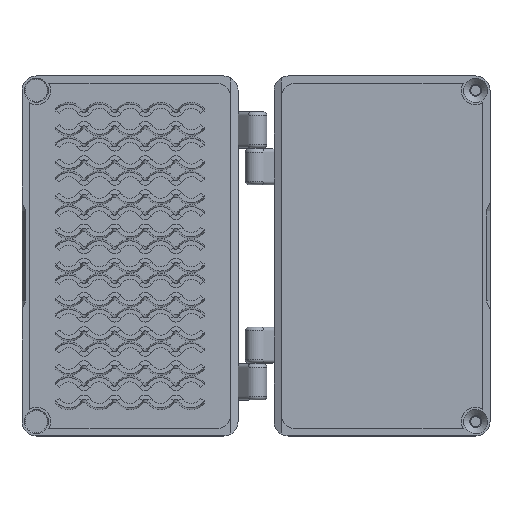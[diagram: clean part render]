
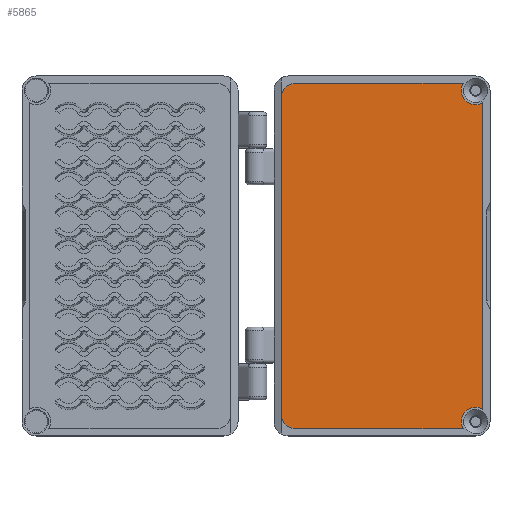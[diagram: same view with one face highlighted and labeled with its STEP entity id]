
A CAD part, top view. The second image highlights one B-rep face of the part: STEP entity #5865.
In plain terms, the highlighted planar face has unit normal (0, 0, 1).
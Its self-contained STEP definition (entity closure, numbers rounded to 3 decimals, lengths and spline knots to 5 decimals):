
#144=CIRCLE('',#6059,0.004);
#145=CIRCLE('',#6060,0.004);
#146=CIRCLE('',#6061,0.004);
#147=CIRCLE('',#6062,0.004);
#265=LINE('',#35077,#415);
#266=LINE('',#35081,#416);
#267=LINE('',#35085,#417);
#268=LINE('',#35089,#418);
#415=VECTOR('',#6466,1.);
#416=VECTOR('',#6469,1.);
#417=VECTOR('',#6472,1.);
#418=VECTOR('',#6475,1.);
#517=PLANE('',#6058);
#2100=ORIENTED_EDGE('',*,*,#3171,.F.);
#2101=ORIENTED_EDGE('',*,*,#3172,.T.);
#2102=ORIENTED_EDGE('',*,*,#3173,.T.);
#2103=ORIENTED_EDGE('',*,*,#3174,.F.);
#2104=ORIENTED_EDGE('',*,*,#3175,.T.);
#2105=ORIENTED_EDGE('',*,*,#3176,.F.);
#2106=ORIENTED_EDGE('',*,*,#3177,.T.);
#2107=ORIENTED_EDGE('',*,*,#3178,.T.);
#3171=EDGE_CURVE('',#3832,#3833,#144,.T.);
#3172=EDGE_CURVE('',#3832,#3834,#265,.T.);
#3173=EDGE_CURVE('',#3834,#3835,#145,.T.);
#3174=EDGE_CURVE('',#3836,#3835,#266,.T.);
#3175=EDGE_CURVE('',#3836,#3837,#146,.T.);
#3176=EDGE_CURVE('',#3838,#3837,#267,.T.);
#3177=EDGE_CURVE('',#3838,#3839,#147,.T.);
#3178=EDGE_CURVE('',#3839,#3833,#268,.T.);
#3832=VERTEX_POINT('',#35075);
#3833=VERTEX_POINT('',#35076);
#3834=VERTEX_POINT('',#35078);
#3835=VERTEX_POINT('',#35080);
#3836=VERTEX_POINT('',#35082);
#3837=VERTEX_POINT('',#35084);
#3838=VERTEX_POINT('',#35086);
#3839=VERTEX_POINT('',#35088);
#4895=EDGE_LOOP('',(#2100,#2101,#2102,#2103,#2104,#2105,#2106,#2107));
#5275=FACE_BOUND('',#4895,.T.);
#5865=ADVANCED_FACE('',(#5275),#517,.T.);
#6058=AXIS2_PLACEMENT_3D('',#35073,#6462,#6463);
#6059=AXIS2_PLACEMENT_3D('',#35074,#6464,#6465);
#6060=AXIS2_PLACEMENT_3D('',#35079,#6467,#6468);
#6061=AXIS2_PLACEMENT_3D('',#35083,#6470,#6471);
#6062=AXIS2_PLACEMENT_3D('',#35087,#6473,#6474);
#6462=DIRECTION('',(0.,0.,1.));
#6463=DIRECTION('',(1.,0.,0.));
#6464=DIRECTION('',(0.,0.,1.));
#6465=DIRECTION('',(1.,0.,0.));
#6466=DIRECTION('',(0.,1.,0.));
#6467=DIRECTION('',(0.,0.,-1.));
#6468=DIRECTION('',(1.,0.,0.));
#6469=DIRECTION('',(1.,0.,0.));
#6470=DIRECTION('',(0.,0.,1.));
#6471=DIRECTION('',(1.,0.,0.));
#6472=DIRECTION('',(0.,1.,0.));
#6473=DIRECTION('',(0.,0.,1.));
#6474=DIRECTION('',(1.,0.,0.));
#6475=DIRECTION('',(1.,0.,0.));
#35073=CARTESIAN_POINT('',(0.065,0.05,-0.013));
#35074=CARTESIAN_POINT('',(0.126,0.004,-0.013));
#35075=CARTESIAN_POINT('',(0.128,0.00746,-0.013));
#35076=CARTESIAN_POINT('',(0.12254,0.002,-0.013));
#35077=CARTESIAN_POINT('',(0.128,0.05,-0.013));
#35078=CARTESIAN_POINT('',(0.128,0.09254,-0.013));
#35079=CARTESIAN_POINT('',(0.126,0.096,-0.013));
#35080=CARTESIAN_POINT('',(0.12254,0.098,-0.013));
#35081=CARTESIAN_POINT('',(0.1,0.098,-0.013));
#35082=CARTESIAN_POINT('',(0.076,0.098,-0.013));
#35083=CARTESIAN_POINT('',(0.076,0.094,-0.013));
#35084=CARTESIAN_POINT('',(0.072,0.094,-0.013));
#35085=CARTESIAN_POINT('',(0.072,0.05,-0.013));
#35086=CARTESIAN_POINT('',(0.072,0.006,-0.013));
#35087=CARTESIAN_POINT('',(0.076,0.006,-0.013));
#35088=CARTESIAN_POINT('',(0.076,0.002,-0.013));
#35089=CARTESIAN_POINT('',(0.1,0.002,-0.013));
